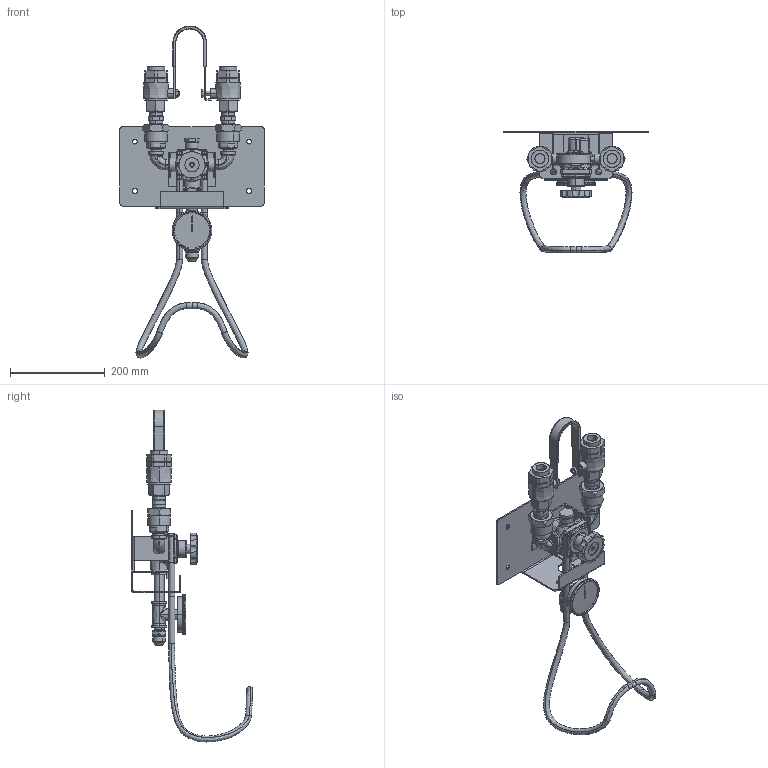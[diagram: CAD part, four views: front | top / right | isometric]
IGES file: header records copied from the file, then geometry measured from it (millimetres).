
Start section: SolidWorks IGES file using analytic representation for surfaces
Global section: file name: M200 With Ball Valves & Mounting Plate.IGS; native system: SolidWorks 2014; preprocessor: SolidWorks 2014; author: vschimeneck; date: 190718.095043; units: inch
Bounding box: 304.8 x 256.61 x 702.04 mm (x, y, z)
Surface area: 502704.5 mm2 (no closed solid volume)
Topology: 0 solids, 0 shells, 1291 faces, 18953 edges, 18940 vertices
Faces by surface type: revolution 730, bspline 561
